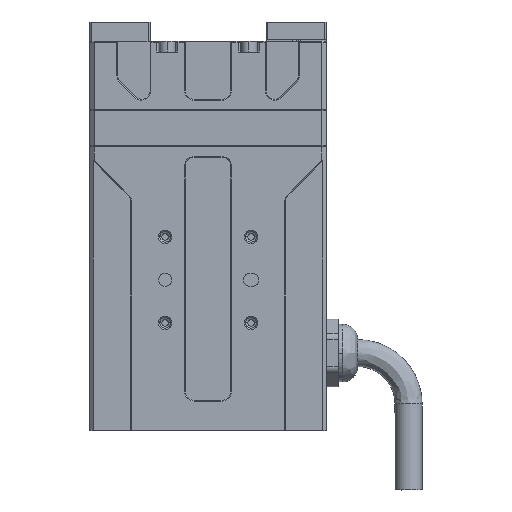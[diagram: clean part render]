
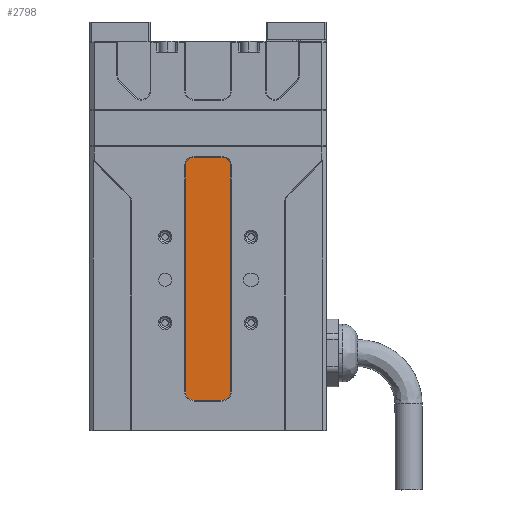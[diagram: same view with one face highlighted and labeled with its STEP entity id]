
A CAD part, top view. The second image highlights one B-rep face of the part: STEP entity #2798.
In plain terms, the highlighted planar face has unit normal (0, 0, 1).
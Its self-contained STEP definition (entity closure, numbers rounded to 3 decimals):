
#284 = EDGE_CURVE ( 'NONE', #16759, #21484, #8417, .T. ) ;
#431 = VECTOR ( 'NONE', #6021, 1000. ) ;
#1131 = CARTESIAN_POINT ( 'NONE',  ( -70.25, -65.5, 12.8 ) ) ;
#1542 = LINE ( 'NONE', #16105, #9523 ) ;
#1731 = DIRECTION ( 'NONE',  ( -1., 0., 0. ) ) ;
#2603 = CARTESIAN_POINT ( 'NONE',  ( -59.75, -65.5, 12.8 ) ) ;
#2798 = ADVANCED_FACE ( 'NONE', ( #4151 ), #9637, .F. ) ;
#3034 = DIRECTION ( 'NONE',  ( 1., 0., 0. ) ) ;
#4151 = FACE_OUTER_BOUND ( 'NONE', #13167, .T. ) ;
#4694 = LINE ( 'NONE', #8573, #20970 ) ;
#5131 = CIRCLE ( 'NONE', #5396, 2. ) ;
#5396 = AXIS2_PLACEMENT_3D ( 'NONE', #9057, #21993, #3034 ) ;
#5778 = CARTESIAN_POINT ( 'NONE',  ( -59.75, -13., 12.8 ) ) ;
#6021 = DIRECTION ( 'NONE',  ( 0., -1., 0. ) ) ;
#6070 = CARTESIAN_POINT ( 'NONE',  ( -61.75, -67.5, 12.8 ) ) ;
#6087 = CARTESIAN_POINT ( 'NONE',  ( -61.75, -11., 12.8 ) ) ;
#6344 = VERTEX_POINT ( 'NONE', #21888 ) ;
#6965 = AXIS2_PLACEMENT_3D ( 'NONE', #13193, #11334, #23722 ) ;
#6992 = EDGE_CURVE ( 'NONE', #13223, #25064, #15800, .T. ) ;
#7089 = ORIENTED_EDGE ( 'NONE', *, *, #284, .T. ) ;
#7342 = CARTESIAN_POINT ( 'NONE',  ( -59.75, -11., 12.8 ) ) ;
#7625 = DIRECTION ( 'NONE',  ( 1., 0., 0. ) ) ;
#8417 = LINE ( 'NONE', #12481, #431 ) ;
#8573 = CARTESIAN_POINT ( 'NONE',  ( -59.75, -11., 12.8 ) ) ;
#8813 = ORIENTED_EDGE ( 'NONE', *, *, #25186, .T. ) ;
#9057 = CARTESIAN_POINT ( 'NONE',  ( -68.25, -13., 12.8 ) ) ;
#9523 = VECTOR ( 'NONE', #7625, 1000. ) ;
#9534 = DIRECTION ( 'NONE',  ( 1., 0., 0. ) ) ;
#9637 = PLANE ( 'NONE',  #16449 ) ;
#10547 = EDGE_CURVE ( 'NONE', #13455, #15728, #26349, .T. ) ;
#10717 = ORIENTED_EDGE ( 'NONE', *, *, #27423, .T. ) ;
#11334 = DIRECTION ( 'NONE',  ( 0., 0., 1. ) ) ;
#11850 = AXIS2_PLACEMENT_3D ( 'NONE', #18268, #20252, #13811 ) ;
#11961 = ORIENTED_EDGE ( 'NONE', *, *, #19242, .T. ) ;
#12177 = ORIENTED_EDGE ( 'NONE', *, *, #26668, .T. ) ;
#12481 = CARTESIAN_POINT ( 'NONE',  ( -70.25, -11., 12.8 ) ) ;
#13167 = EDGE_LOOP ( 'NONE', ( #25184, #15151, #22068, #8813, #12177, #7089, #11961, #10717 ) ) ;
#13193 = CARTESIAN_POINT ( 'NONE',  ( -68.25, -65.5, 12.8 ) ) ;
#13223 = VERTEX_POINT ( 'NONE', #5778 ) ;
#13455 = VERTEX_POINT ( 'NONE', #6070 ) ;
#13616 = DIRECTION ( 'NONE',  ( 0., 0., 1. ) ) ;
#13811 = DIRECTION ( 'NONE',  ( 1., 0., 0. ) ) ;
#14004 = CIRCLE ( 'NONE', #6965, 2. ) ;
#15151 = ORIENTED_EDGE ( 'NONE', *, *, #19389, .T. ) ;
#15728 = VERTEX_POINT ( 'NONE', #2603 ) ;
#15800 = CIRCLE ( 'NONE', #11850, 2. ) ;
#16098 = VERTEX_POINT ( 'NONE', #24959 ) ;
#16105 = CARTESIAN_POINT ( 'NONE',  ( -59.75, -67.5, 12.8 ) ) ;
#16449 = AXIS2_PLACEMENT_3D ( 'NONE', #22967, #25083, #1731 ) ;
#16759 = VERTEX_POINT ( 'NONE', #17157 ) ;
#17157 = CARTESIAN_POINT ( 'NONE',  ( -70.25, -13., 12.8 ) ) ;
#18233 = AXIS2_PLACEMENT_3D ( 'NONE', #26371, #13616, #9534 ) ;
#18268 = CARTESIAN_POINT ( 'NONE',  ( -61.75, -13., 12.8 ) ) ;
#19242 = EDGE_CURVE ( 'NONE', #21484, #16098, #14004, .T. ) ;
#19389 = EDGE_CURVE ( 'NONE', #15728, #13223, #23332, .T. ) ;
#19529 = DIRECTION ( 'NONE',  ( -1., 0., 0. ) ) ;
#20252 = DIRECTION ( 'NONE',  ( 0., 0., 1. ) ) ;
#20970 = VECTOR ( 'NONE', #19529, 1000. ) ;
#21484 = VERTEX_POINT ( 'NONE', #1131 ) ;
#21888 = CARTESIAN_POINT ( 'NONE',  ( -68.25, -11., 12.8 ) ) ;
#21993 = DIRECTION ( 'NONE',  ( 0., 0., 1. ) ) ;
#22068 = ORIENTED_EDGE ( 'NONE', *, *, #6992, .T. ) ;
#22397 = DIRECTION ( 'NONE',  ( 0., 1., 0. ) ) ;
#22967 = CARTESIAN_POINT ( 'NONE',  ( -65., -74.5, 12.8 ) ) ;
#23332 = LINE ( 'NONE', #7342, #25962 ) ;
#23722 = DIRECTION ( 'NONE',  ( 1., 0., 0. ) ) ;
#24959 = CARTESIAN_POINT ( 'NONE',  ( -68.25, -67.5, 12.8 ) ) ;
#25064 = VERTEX_POINT ( 'NONE', #6087 ) ;
#25083 = DIRECTION ( 'NONE',  ( 0., 0., -1. ) ) ;
#25184 = ORIENTED_EDGE ( 'NONE', *, *, #10547, .T. ) ;
#25186 = EDGE_CURVE ( 'NONE', #25064, #6344, #4694, .T. ) ;
#25962 = VECTOR ( 'NONE', #22397, 1000. ) ;
#26349 = CIRCLE ( 'NONE', #18233, 2. ) ;
#26371 = CARTESIAN_POINT ( 'NONE',  ( -61.75, -65.5, 12.8 ) ) ;
#26668 = EDGE_CURVE ( 'NONE', #6344, #16759, #5131, .T. ) ;
#27423 = EDGE_CURVE ( 'NONE', #16098, #13455, #1542, .T. ) ;
